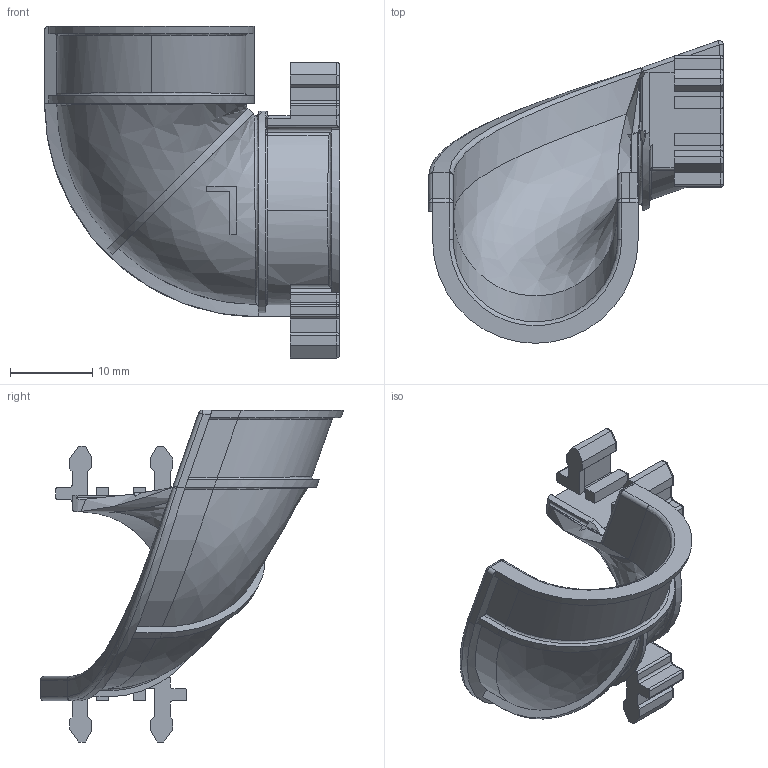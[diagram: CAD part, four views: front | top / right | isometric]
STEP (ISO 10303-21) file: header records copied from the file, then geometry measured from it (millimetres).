
FILE_DESCRIPTION (( 'STEP AP203' ), '1' );
FILE_NAME ('10-10141-001d.step', '2014-05-12T20:54:38', ( 'Nicholas Morozovsky' ), ( '' ), 'SwSTEP 2.0', 'SolidWorks 2012', '' );
FILE_SCHEMA (( 'CONFIG_CONTROL_DESIGN' ));
Length unit declared in the file: millimetre
Products named in the file (1): 10-10141-001d
Bounding box: 35.89 x 36.9 x 40.41 mm (x, y, z)
Volume: 3421.5 mm3; surface area: 5118.2 mm2
Topology: 1 solids, 1 shells, 328 faces, 837 edges, 503 vertices
Faces by surface type: plane 138, cylinder 121, bspline 48, sphere 11, torus 10
Entity records: 12878 total; most frequent: CARTESIAN_POINT 5746, ORIENTED_EDGE 1642, DIRECTION 1237, EDGE_CURVE 821, VERTEX_POINT 498, LINE 461, VECTOR 461, AXIS2_PLACEMENT_3D 388
